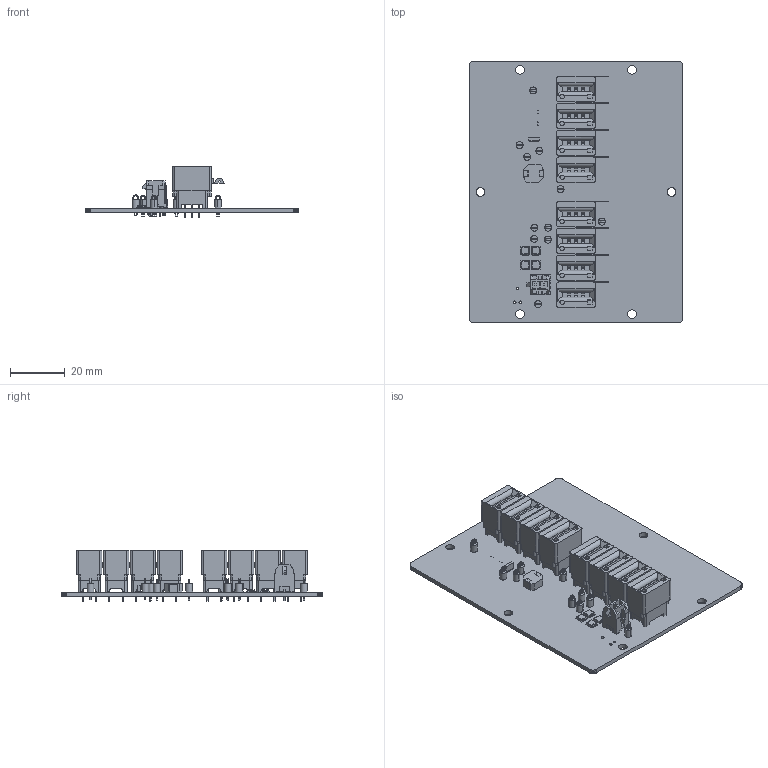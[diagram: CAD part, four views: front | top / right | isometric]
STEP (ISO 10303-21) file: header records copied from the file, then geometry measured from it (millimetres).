
FILE_DESCRIPTION(('KiCad electronic assembly'),'2;1');
FILE_NAME('power_board.step','2024-06-06T13:39:23',('Pcbnew'),('Kicad'), 'Open CASCADE STEP processor 7.6','KiCad to STEP converter','Unknown' );
FILE_SCHEMA(('AUTOMOTIVE_DESIGN { 1 0 10303 214 1 1 1 1 }'));
Length unit declared in the file: millimetre
Products named in the file (18): power_board 1; Keystone_5002; 5002; TE_Connectivity_7-5530843-7; C-7-5530843-7; DNH0008A; DNH0008A_ASM; Keystone_5019; ASSEMBLY; Keystone_5000; 5001; Molex_430450212; 430450212; Keystone_5001; TDK_SPM6530T-1ROM120; CAD_SPM6530; power_board PCB
Assembly tree (35 placements, depth 3):
  power_board 1
    Keystone_5002  x7
      5002
    TE_Connectivity_7-5530843-7  x8
      C-7-5530843-7
    DNH0008A  x4
      DNH0008A_ASM
    Keystone_5019
      ASSEMBLY
    Keystone_5000  x2
      5001
    Molex_430450212
      430450212
    Keystone_5001  x2
      5001
    TDK_SPM6530T-1ROM120
      CAD_SPM6530
    power_board PCB
Bounding box: 78.4 x 96 x 18.67 mm (x, y, z)
Volume: 25016.3 mm3; surface area: 27100 mm2
Topology: 56 solids, 56 shells, 2838 faces, 7779 edges, 5156 vertices
Faces by surface type: plane 2347, cylinder 471, extrusion 16, cone 4
Full cylindrical faces by diameter (mm): 0.2 x28, 0.991 x3, 1.02 x15, 1.092 x48, 2.54 x4, 3.2 x6
Entity records: 56865 total; most frequent: CARTESIAN_POINT 11502, DIRECTION 8275, VECTOR 5874, LINE 5872, ORIENTED_EDGE 4374, PCURVE 4374, DEFINITIONAL_REPRESENTATION 4374, EDGE_CURVE 2187
